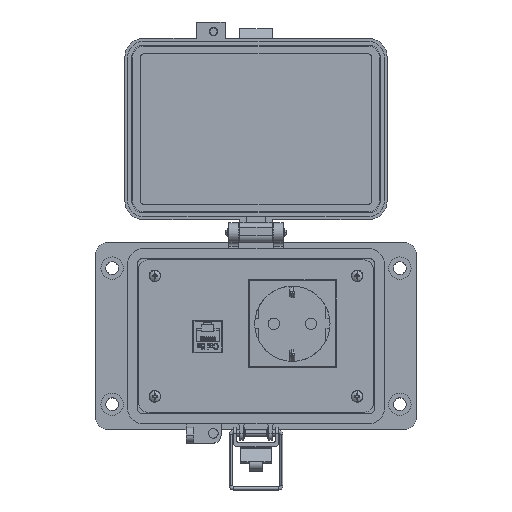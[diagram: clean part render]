
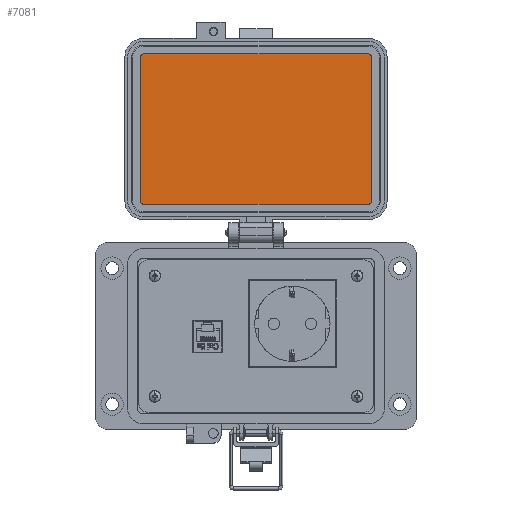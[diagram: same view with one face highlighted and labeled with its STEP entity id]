
A CAD part, top view. The second image highlights one B-rep face of the part: STEP entity #7081.
In plain terms, the highlighted planar face has unit normal (0, 0, 1).
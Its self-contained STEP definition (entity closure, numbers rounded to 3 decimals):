
#1302 = LINE ( 'NONE', #18923, #42432 ) ;
#1909 = CARTESIAN_POINT ( 'NONE',  ( -57.72, 69.55, 8.694 ) ) ;
#2066 = EDGE_LOOP ( 'NONE', ( #54942, #45787, #25476, #9587, #52757, #51074, #6721, #49488 ) ) ;
#2549 = CARTESIAN_POINT ( 'NONE',  ( -59.505, 143.334, 8.694 ) ) ;
#3188 = AXIS2_PLACEMENT_3D ( 'NONE', #27159, #40185, #52906 ) ;
#3924 = CARTESIAN_POINT ( 'NONE',  ( 59.502, 69.55, 8.694 ) ) ;
#4708 = CARTESIAN_POINT ( 'NONE',  ( -57.72, 67.765, 8.694 ) ) ;
#4908 = AXIS2_PLACEMENT_3D ( 'NONE', #22196, #25464, #43115 ) ;
#4992 = DIRECTION ( 'NONE',  ( 0., 1., 0. ) ) ;
#5455 = VERTEX_POINT ( 'NONE', #24062 ) ;
#6113 = VERTEX_POINT ( 'NONE', #48239 ) ;
#6147 = DIRECTION ( 'NONE',  ( 0., -1., 0. ) ) ;
#6721 = ORIENTED_EDGE ( 'NONE', *, *, #28202, .F. ) ;
#7081 = ADVANCED_FACE ( 'NONE', ( #45741 ), #49216, .T. ) ;
#7236 = VERTEX_POINT ( 'NONE', #20517 ) ;
#7287 = CIRCLE ( 'NONE', #28546, 1.785 ) ;
#8826 = VERTEX_POINT ( 'NONE', #9867 ) ;
#9587 = ORIENTED_EDGE ( 'NONE', *, *, #16703, .F. ) ;
#9867 = CARTESIAN_POINT ( 'NONE',  ( 57.717, 67.765, 8.694 ) ) ;
#10438 = CIRCLE ( 'NONE', #4908, 1.785 ) ;
#11628 = EDGE_CURVE ( 'NONE', #7236, #48080, #22550, .T. ) ;
#12563 = VERTEX_POINT ( 'NONE', #20586 ) ;
#13009 = VECTOR ( 'NONE', #22880, 1000. ) ;
#14825 = LINE ( 'NONE', #23191, #41479 ) ;
#15552 = AXIS2_PLACEMENT_3D ( 'NONE', #1909, #31974, #45841 ) ;
#15884 = DIRECTION ( 'NONE',  ( 0., 0., -1. ) ) ;
#16703 = EDGE_CURVE ( 'NONE', #8826, #6113, #44303, .T. ) ;
#18923 = CARTESIAN_POINT ( 'NONE',  ( 57.717, 145.119, 8.694 ) ) ;
#19917 = AXIS2_PLACEMENT_3D ( 'NONE', #23474, #28384, #6147 ) ;
#20517 = CARTESIAN_POINT ( 'NONE',  ( 59.502, 143.334, 8.694 ) ) ;
#20586 = CARTESIAN_POINT ( 'NONE',  ( 57.717, 145.119, 8.694 ) ) ;
#20717 = CIRCLE ( 'NONE', #3188, 1.785 ) ;
#20964 = CARTESIAN_POINT ( 'NONE',  ( -57.72, 145.119, 8.694 ) ) ;
#22196 = CARTESIAN_POINT ( 'NONE',  ( -57.72, 143.334, 8.694 ) ) ;
#22550 = LINE ( 'NONE', #40193, #50518 ) ;
#22880 = DIRECTION ( 'NONE',  ( -1., 0., 0. ) ) ;
#23191 = CARTESIAN_POINT ( 'NONE',  ( -59.505, 143.334, 8.694 ) ) ;
#23474 = CARTESIAN_POINT ( 'NONE',  ( -30.745, 145.119, 8.694 ) ) ;
#24062 = CARTESIAN_POINT ( 'NONE',  ( -59.505, 69.55, 8.694 ) ) ;
#24552 = EDGE_CURVE ( 'NONE', #6113, #5455, #46936, .T. ) ;
#25407 = EDGE_CURVE ( 'NONE', #48080, #8826, #7287, .T. ) ;
#25464 = DIRECTION ( 'NONE',  ( 0., 0., -1. ) ) ;
#25476 = ORIENTED_EDGE ( 'NONE', *, *, #24552, .F. ) ;
#27159 = CARTESIAN_POINT ( 'NONE',  ( 57.717, 143.334, 8.694 ) ) ;
#28202 = EDGE_CURVE ( 'NONE', #12563, #7236, #20717, .T. ) ;
#28384 = DIRECTION ( 'NONE',  ( 0., 0., 1. ) ) ;
#28546 = AXIS2_PLACEMENT_3D ( 'NONE', #34355, #15884, #43031 ) ;
#31974 = DIRECTION ( 'NONE',  ( 0., 0., -1. ) ) ;
#34355 = CARTESIAN_POINT ( 'NONE',  ( 57.717, 69.55, 8.694 ) ) ;
#40073 = EDGE_CURVE ( 'NONE', #50576, #48083, #10438, .T. ) ;
#40185 = DIRECTION ( 'NONE',  ( 0., 0., -1. ) ) ;
#40193 = CARTESIAN_POINT ( 'NONE',  ( 59.502, 69.55, 8.694 ) ) ;
#40572 = EDGE_CURVE ( 'NONE', #48083, #12563, #1302, .T. ) ;
#40890 = EDGE_CURVE ( 'NONE', #5455, #50576, #14825, .T. ) ;
#41479 = VECTOR ( 'NONE', #4992, 1000. ) ;
#42432 = VECTOR ( 'NONE', #55340, 1000. ) ;
#43031 = DIRECTION ( 'NONE',  ( 0., -1., 0. ) ) ;
#43115 = DIRECTION ( 'NONE',  ( 0., -1., 0. ) ) ;
#44303 = LINE ( 'NONE', #4708, #13009 ) ;
#45741 = FACE_OUTER_BOUND ( 'NONE', #2066, .T. ) ;
#45787 = ORIENTED_EDGE ( 'NONE', *, *, #40890, .F. ) ;
#45841 = DIRECTION ( 'NONE',  ( 0., -1., 0. ) ) ;
#46936 = CIRCLE ( 'NONE', #15552, 1.785 ) ;
#48080 = VERTEX_POINT ( 'NONE', #3924 ) ;
#48083 = VERTEX_POINT ( 'NONE', #20964 ) ;
#48239 = CARTESIAN_POINT ( 'NONE',  ( -57.72, 67.765, 8.694 ) ) ;
#48584 = DIRECTION ( 'NONE',  ( 0., -1., 0. ) ) ;
#49216 = PLANE ( 'NONE',  #19917 ) ;
#49488 = ORIENTED_EDGE ( 'NONE', *, *, #40572, .F. ) ;
#50518 = VECTOR ( 'NONE', #48584, 1000. ) ;
#50576 = VERTEX_POINT ( 'NONE', #2549 ) ;
#51074 = ORIENTED_EDGE ( 'NONE', *, *, #11628, .F. ) ;
#52757 = ORIENTED_EDGE ( 'NONE', *, *, #25407, .F. ) ;
#52906 = DIRECTION ( 'NONE',  ( 0., -1., 0. ) ) ;
#54942 = ORIENTED_EDGE ( 'NONE', *, *, #40073, .F. ) ;
#55340 = DIRECTION ( 'NONE',  ( 1., 0., 0. ) ) ;
